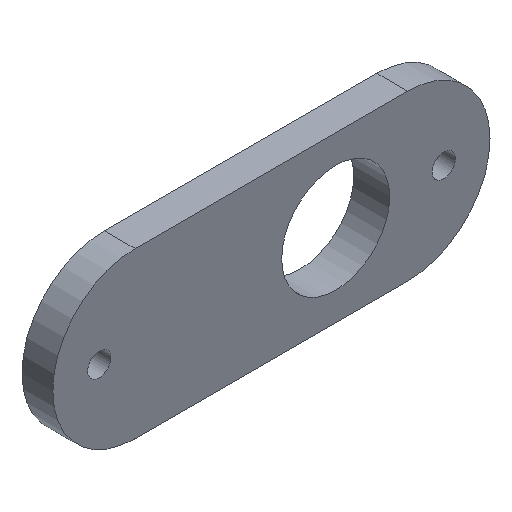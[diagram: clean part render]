
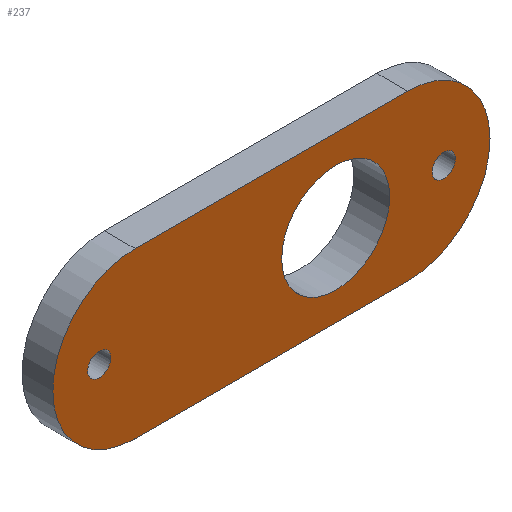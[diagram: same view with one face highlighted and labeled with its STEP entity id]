
A CAD part, isometric view. The second image highlights one B-rep face of the part: STEP entity #237.
In plain terms, the highlighted planar face has unit normal (0, -1, 0).
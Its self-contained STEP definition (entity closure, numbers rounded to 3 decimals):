
#20=FACE_BOUND('',#58,.T.);
#21=FACE_BOUND('',#59,.T.);
#22=FACE_BOUND('',#60,.T.);
#27=PLANE('',#289);
#40=FACE_OUTER_BOUND('',#57,.T.);
#57=EDGE_LOOP('',(#208,#209,#210,#211));
#58=EDGE_LOOP('',(#212));
#59=EDGE_LOOP('',(#213));
#60=EDGE_LOOP('',(#214));
#69=LINE('',#414,#83);
#73=LINE('',#423,#87);
#83=VECTOR('',#346,10.);
#87=VECTOR('',#356,10.);
#92=CIRCLE('',#267,10.5);
#99=CIRCLE('',#277,2.25);
#102=CIRCLE('',#282,2.25);
#103=CIRCLE('',#285,16.);
#104=CIRCLE('',#288,16.);
#108=VERTEX_POINT('',#375);
#117=VERTEX_POINT('',#398);
#120=VERTEX_POINT('',#408);
#121=VERTEX_POINT('',#412);
#122=VERTEX_POINT('',#413);
#123=VERTEX_POINT('',#418);
#124=VERTEX_POINT('',#422);
#130=EDGE_CURVE('',#108,#108,#92,.T.);
#141=EDGE_CURVE('',#117,#117,#99,.T.);
#146=EDGE_CURVE('',#120,#120,#102,.T.);
#147=EDGE_CURVE('',#121,#122,#69,.T.);
#150=EDGE_CURVE('',#123,#121,#103,.T.);
#152=EDGE_CURVE('',#124,#123,#73,.T.);
#154=EDGE_CURVE('',#122,#124,#104,.T.);
#208=ORIENTED_EDGE('',*,*,#154,.F.);
#209=ORIENTED_EDGE('',*,*,#147,.F.);
#210=ORIENTED_EDGE('',*,*,#150,.F.);
#211=ORIENTED_EDGE('',*,*,#152,.F.);
#212=ORIENTED_EDGE('',*,*,#130,.T.);
#213=ORIENTED_EDGE('',*,*,#141,.T.);
#214=ORIENTED_EDGE('',*,*,#146,.T.);
#237=ADVANCED_FACE('',(#40,#20,#21,#22),#27,.F.);
#267=AXIS2_PLACEMENT_3D('',#377,#306,#307);
#277=AXIS2_PLACEMENT_3D('',#400,#330,#331);
#282=AXIS2_PLACEMENT_3D('',#410,#342,#343);
#285=AXIS2_PLACEMENT_3D('',#419,#351,#352);
#288=AXIS2_PLACEMENT_3D('',#426,#360,#361);
#289=AXIS2_PLACEMENT_3D('',#427,#362,#363);
#306=DIRECTION('center_axis',(0.,1.,0.));
#307=DIRECTION('ref_axis',(1.,0.,0.));
#330=DIRECTION('center_axis',(0.,1.,0.));
#331=DIRECTION('ref_axis',(1.,0.,0.));
#342=DIRECTION('center_axis',(0.,1.,0.));
#343=DIRECTION('ref_axis',(1.,0.,0.));
#346=DIRECTION('',(-1.,0.,0.));
#351=DIRECTION('center_axis',(0.,1.,0.));
#352=DIRECTION('ref_axis',(0.,0.,1.));
#356=DIRECTION('',(1.,0.,0.));
#360=DIRECTION('center_axis',(0.,1.,0.));
#361=DIRECTION('ref_axis',(0.,0.,-1.));
#362=DIRECTION('center_axis',(0.,1.,0.));
#363=DIRECTION('ref_axis',(0.,0.,1.));
#375=CARTESIAN_POINT('',(-40.5,0.,0.));
#377=CARTESIAN_POINT('Origin',(-30.,0.,0.));
#398=CARTESIAN_POINT('',(-11.25,0.,0.));
#400=CARTESIAN_POINT('Origin',(-9.,0.,0.));
#408=CARTESIAN_POINT('',(-78.25,0.,0.));
#410=CARTESIAN_POINT('Origin',(-76.,0.,0.));
#412=CARTESIAN_POINT('',(-16.,0.,-16.));
#413=CARTESIAN_POINT('',(-69.,0.,-16.));
#414=CARTESIAN_POINT('',(-16.,0.,-16.));
#418=CARTESIAN_POINT('',(-16.,0.,16.));
#419=CARTESIAN_POINT('Origin',(-16.,0.,0.));
#422=CARTESIAN_POINT('',(-69.,0.,16.));
#423=CARTESIAN_POINT('',(-69.,0.,16.));
#426=CARTESIAN_POINT('Origin',(-69.,0.,0.));
#427=CARTESIAN_POINT('Origin',(-42.5,0.,0.));
